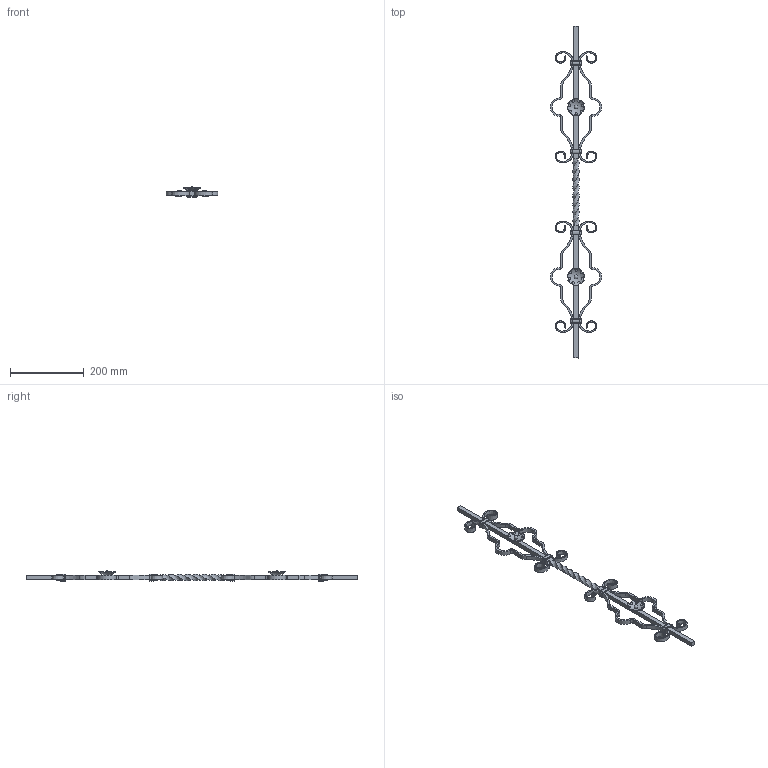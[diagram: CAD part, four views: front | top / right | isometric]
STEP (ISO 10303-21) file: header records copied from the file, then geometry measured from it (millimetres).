
FILE_DESCRIPTION (( 'STEP AP203' ), '1' );
FILE_NAME ('1224.step', '2023-06-19T12:49:31', ( '' ), ( '' ), 'SwSTEP 2.0', 'SolidWorks 2018', '' );
FILE_SCHEMA (( 'CONFIG_CONTROL_DESIGN' ));
Length unit declared in the file: millimetre
Products named in the file (1): 1224
Bounding box: 140 x 900 x 27.46 mm (x, y, z)
Volume: 257570.9 mm3; surface area: 130566.6 mm2
Topology: 5 solids, 5 shells, 1033 faces, 2342 edges, 1322 vertices
Faces by surface type: plane 437, cylinder 300, torus 144, bspline 132, cone 14, sphere 6
Full cylindrical faces by diameter (mm): 12 x2
Entity records: 40986 total; most frequent: CARTESIAN_POINT 18752, ORIENTED_EDGE 4662, DIRECTION 4491, EDGE_CURVE 2331, AXIS2_PLACEMENT_3D 1627, VERTEX_POINT 1316, LINE 1237, VECTOR 1237
